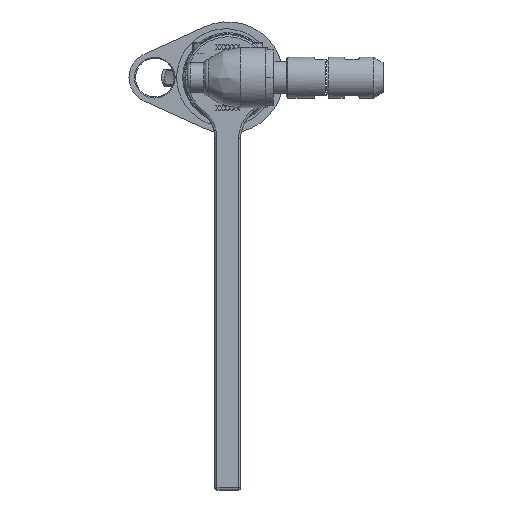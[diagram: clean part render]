
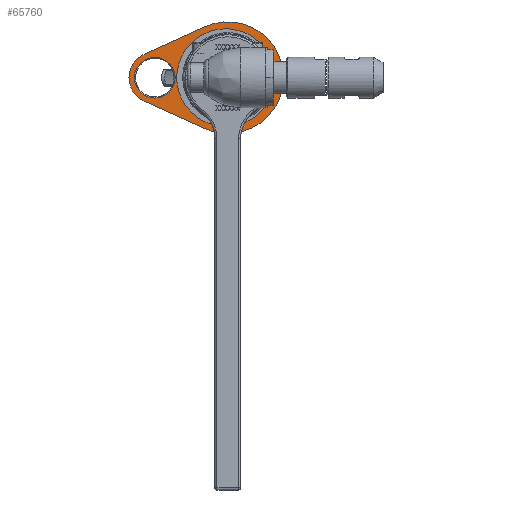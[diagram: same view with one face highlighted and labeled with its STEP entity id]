
A CAD part, left-side view. The second image highlights one B-rep face of the part: STEP entity #65760.
In plain terms, the highlighted planar face has unit normal (-1, 0, 0).
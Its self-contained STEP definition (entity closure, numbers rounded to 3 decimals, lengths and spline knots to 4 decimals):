
#65521=CARTESIAN_POINT('',(-9.0413,0.,0.));
#65522=DIRECTION('',(-1.,0.,0.));
#65523=DIRECTION('',(0.,0.412,-0.911));
#65524=AXIS2_PLACEMENT_3D('',#65521,#65522,#65523);
#65526=DIRECTION('',(0.,-0.911,-0.412));
#65527=VECTOR('',#65526,1.9365);
#65528=CARTESIAN_POINT('',(-9.0413,2.4338,-0.6835));
#65529=LINE('',#65528,#65527);
#65530=CARTESIAN_POINT('',(-9.0413,2.125,0.));
#65531=DIRECTION('',(-1.,0.,0.));
#65532=DIRECTION('',(0.,0.412,0.911));
#65533=AXIS2_PLACEMENT_3D('',#65530,#65531,#65532);
#65535=DIRECTION('',(0.,0.911,-0.412));
#65536=VECTOR('',#65535,1.9365);
#65537=CARTESIAN_POINT('',(-9.0413,0.6691,1.4808));
#65538=LINE('',#65537,#65536);
#65539=CARTESIAN_POINT('',(-9.0413,0.,0.));
#65540=DIRECTION('',(-1.,0.,0.));
#65541=DIRECTION('',(0.,0.,1.));
#65542=AXIS2_PLACEMENT_3D('',#65539,#65540,#65541);
#65544=CARTESIAN_POINT('',(-9.0413,0.,0.));
#65545=DIRECTION('',(-1.,0.,0.));
#65546=DIRECTION('',(0.,0.,-1.));
#65547=AXIS2_PLACEMENT_3D('',#65544,#65545,#65546);
#65549=CARTESIAN_POINT('',(-9.0413,2.125,0.));
#65550=DIRECTION('',(1.,0.,0.));
#65551=DIRECTION('',(0.,0.,-1.));
#65552=AXIS2_PLACEMENT_3D('',#65549,#65550,#65551);
#65567=CARTESIAN_POINT('',(-9.0413,2.125,0.));
#65568=DIRECTION('',(1.,0.,0.));
#65569=DIRECTION('',(0.,0.,1.));
#65570=AXIS2_PLACEMENT_3D('',#65567,#65568,#65569);
#65621=CARTESIAN_POINT('',(-9.0413,0.6691,-1.4808));
#65622=CARTESIAN_POINT('',(-9.0413,0.6691,1.4808));
#65623=VERTEX_POINT('',#65621);
#65624=VERTEX_POINT('',#65622);
#65625=CARTESIAN_POINT('',(-9.0413,2.4338,0.6835));
#65626=VERTEX_POINT('',#65625);
#65627=CARTESIAN_POINT('',(-9.0413,2.4338,-0.6835));
#65628=VERTEX_POINT('',#65627);
#65629=CARTESIAN_POINT('',(-9.0413,2.125,0.5935));
#65630=CARTESIAN_POINT('',(-9.0413,2.125,-0.5935));
#65631=VERTEX_POINT('',#65629);
#65632=VERTEX_POINT('',#65630);
#65645=CARTESIAN_POINT('',(-9.0413,0.,-1.3413));
#65646=CARTESIAN_POINT('',(-9.0413,0.,1.3413));
#65647=VERTEX_POINT('',#65645);
#65648=VERTEX_POINT('',#65646);
#65737=CARTESIAN_POINT('',(-9.0413,0.,0.));
#65738=DIRECTION('',(-1.,0.,0.));
#65739=DIRECTION('',(0.,0.,1.));
#65740=AXIS2_PLACEMENT_3D('',#65737,#65738,#65739);
#65741=PLANE('',#65740);
#65742=ORIENTED_EDGE('',*,*,#65689,.F.);
#65743=ORIENTED_EDGE('',*,*,#65704,.F.);
#65744=ORIENTED_EDGE('',*,*,#65718,.F.);
#65745=ORIENTED_EDGE('',*,*,#65731,.F.);
#65746=EDGE_LOOP('',(#65742,#65743,#65744,#65745));
#65747=FACE_OUTER_BOUND('',#65746,.F.);
#65749=ORIENTED_EDGE('',*,*,#65748,.F.);
#65751=ORIENTED_EDGE('',*,*,#65750,.F.);
#65752=EDGE_LOOP('',(#65749,#65751));
#65753=FACE_BOUND('',#65752,.F.);
#65755=ORIENTED_EDGE('',*,*,#65754,.T.);
#65757=ORIENTED_EDGE('',*,*,#65756,.T.);
#65758=EDGE_LOOP('',(#65755,#65757));
#65759=FACE_BOUND('',#65758,.F.);
#65760=ADVANCED_FACE('',(#65747,#65753,#65759),#65741,.T.);
#65525=CIRCLE('',#65524,1.625);
#65534=CIRCLE('',#65533,0.75);
#65543=CIRCLE('',#65542,1.3413);
#65548=CIRCLE('',#65547,1.3413);
#65553=CIRCLE('',#65552,0.5935);
#65571=CIRCLE('',#65570,0.5935);
#65689=EDGE_CURVE('',#65623,#65624,#65525,.T.);
#65704=EDGE_CURVE('',#65628,#65623,#65529,.T.);
#65718=EDGE_CURVE('',#65626,#65628,#65534,.T.);
#65731=EDGE_CURVE('',#65624,#65626,#65538,.T.);
#65748=EDGE_CURVE('',#65632,#65631,#65553,.T.);
#65750=EDGE_CURVE('',#65631,#65632,#65571,.T.);
#65754=EDGE_CURVE('',#65648,#65647,#65543,.T.);
#65756=EDGE_CURVE('',#65647,#65648,#65548,.T.);
